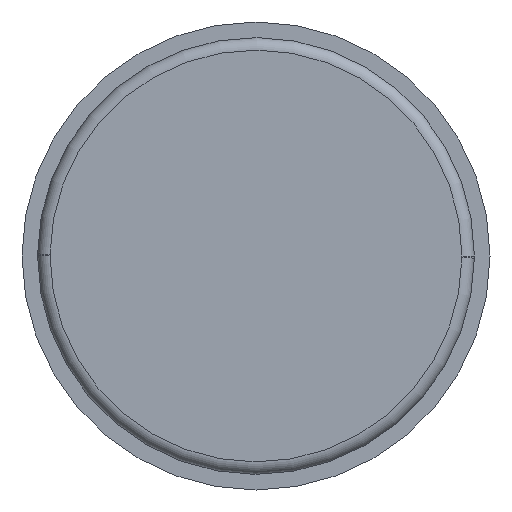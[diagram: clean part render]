
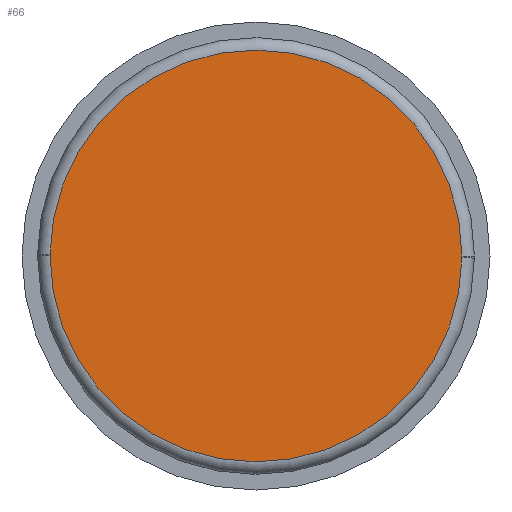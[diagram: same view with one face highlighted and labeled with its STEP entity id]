
A CAD part, front view. The second image highlights one B-rep face of the part: STEP entity #66.
In plain terms, the highlighted planar face has unit normal (0, -1, 0).
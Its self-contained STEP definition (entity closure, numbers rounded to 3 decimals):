
#66=ADVANCED_FACE('',(#113),#114,.T.);
#113=FACE_OUTER_BOUND('',#161,.T.);
#114=PLANE('',#162);
#161=EDGE_LOOP('',(#309,#310,#311,#312));
#162=AXIS2_PLACEMENT_3D('',#313,#314,#315);
#309=ORIENTED_EDGE('',*,*,#324,.T.);
#310=ORIENTED_EDGE('',*,*,#368,.T.);
#311=ORIENTED_EDGE('',*,*,#328,.T.);
#312=ORIENTED_EDGE('',*,*,#367,.T.);
#313=CARTESIAN_POINT('',(0.0,-0.8,0.0));
#314=DIRECTION('',(0.0,-1.0,0.0));
#315=DIRECTION('',(0.0,0.0,-1.0));
#324=EDGE_CURVE('',#372,#369,#373,.T.);
#328=EDGE_CURVE('',#380,#377,#381,.T.);
#367=EDGE_CURVE('',#377,#372,#443,.T.);
#368=EDGE_CURVE('',#369,#380,#444,.T.);
#369=VERTEX_POINT('',#445);
#372=VERTEX_POINT('',#448);
#373=CIRCLE('',#449,13.2);
#377=VERTEX_POINT('',#453);
#380=VERTEX_POINT('',#456);
#381=CIRCLE('',#457,13.2);
#443=CIRCLE('',#527,13.2);
#444=CIRCLE('',#528,13.2);
#445=CARTESIAN_POINT('',(13.199,-0.8,-0.122));
#448=CARTESIAN_POINT('',(-13.2,-0.8,0.0));
#449=AXIS2_PLACEMENT_3D('',#532,#533,#534);
#453=CARTESIAN_POINT('',(-13.199,-0.8,0.122));
#456=CARTESIAN_POINT('',(13.2,-0.8,0.0));
#457=AXIS2_PLACEMENT_3D('',#544,#545,#546);
#527=AXIS2_PLACEMENT_3D('',#645,#646,#647);
#528=AXIS2_PLACEMENT_3D('',#648,#649,#650);
#532=CARTESIAN_POINT('',(0.0,-0.8,0.0));
#533=DIRECTION('',(0.0,-1.0,0.0));
#534=DIRECTION('',(-1.0,0.0,0.0));
#544=CARTESIAN_POINT('',(0.0,-0.8,0.0));
#545=DIRECTION('',(0.0,-1.0,0.0));
#546=DIRECTION('',(1.0,0.0,0.0));
#645=CARTESIAN_POINT('',(0.0,-0.8,0.0));
#646=DIRECTION('',(0.0,-1.0,0.0));
#647=DIRECTION('',(1.0,0.0,0.0));
#648=CARTESIAN_POINT('',(0.0,-0.8,0.0));
#649=DIRECTION('',(0.0,-1.0,0.0));
#650=DIRECTION('',(-1.0,0.0,0.0));
